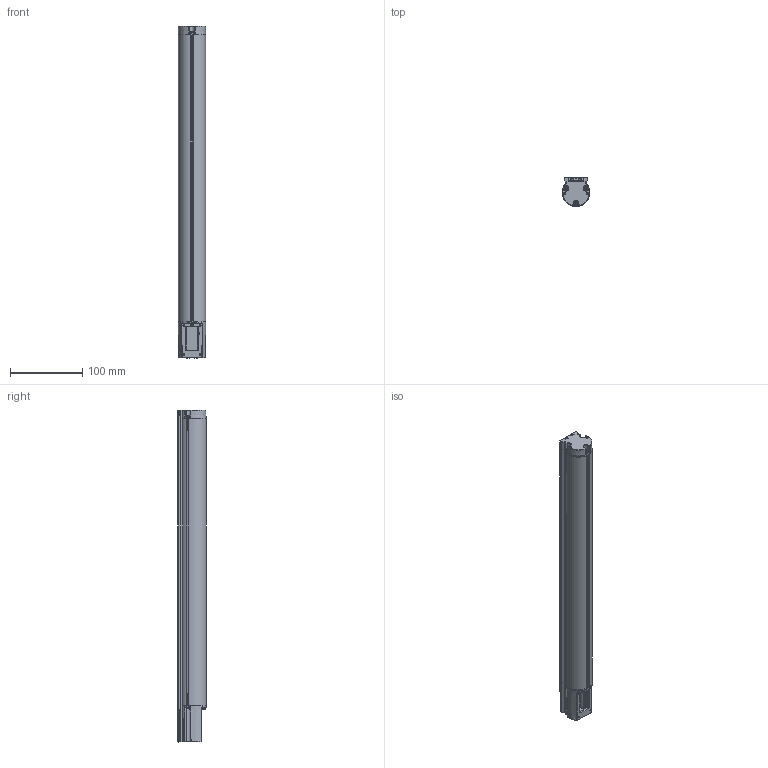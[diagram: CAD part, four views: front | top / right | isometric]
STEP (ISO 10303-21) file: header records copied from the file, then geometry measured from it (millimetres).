
FILE_DESCRIPTION((''),'2;1');
FILE_NAME('231347_SM01_ASM','2024-06-10T14:09:21',('banengservice'),('BANNER ENGINEERING'),'CREO PARAMETRIC BY PTC INC, 2022414','CREO PARAMETRIC BY PTC INC, 2022414','');
FILE_SCHEMA(('CONFIG_CONTROL_DESIGN'));
Length unit declared in the file: millimetre
Products named in the file (10): 231347_HOUSING; 237119; 236627; 225179; 228900; 114466; S4B_228867_EP01; S4B_228869_SPLINE_EP01_AF1; 231347_ASM; 231347_SM01_ASM
Assembly tree (16 placements, depth 3):
  231347_SM01_ASM
    231347_ASM
      231347_HOUSING
      237119
      236627
      225179  x2
      228900
      114466  x6
      S4B_228867_EP01  x2
      S4B_228869_SPLINE_EP01_AF1
Bounding box: 38 x 39.59 x 460.76 mm (x, y, z)
Volume: 215991.3 mm3; surface area: 185850.5 mm2
Topology: 14 solids, 24 shells, 2445 faces, 6845 edges, 4440 vertices
Faces by surface type: plane 1011, cylinder 814, bspline 333, cone 225, torus 58, extrusion 4
Entity records: 61532 total; most frequent: CARTESIAN_POINT 27096, ORIENTED_EDGE 7752, DIRECTION 6422, EDGE_CURVE 3897, VERTEX_POINT 2511, AXIS2_PLACEMENT_3D 2265, VECTOR 1892, LINE 1889
